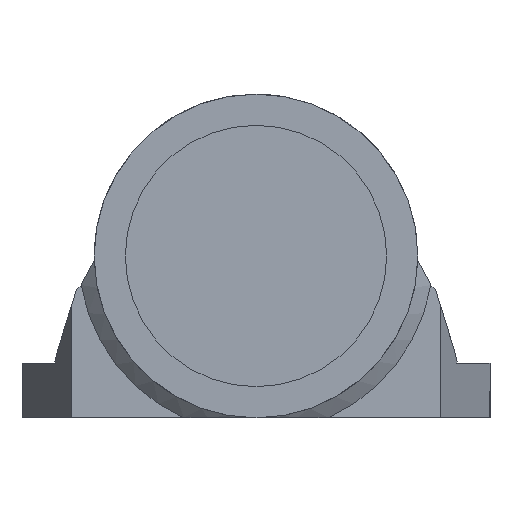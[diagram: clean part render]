
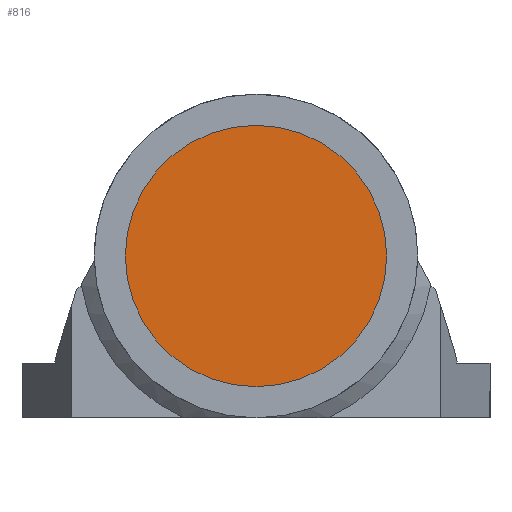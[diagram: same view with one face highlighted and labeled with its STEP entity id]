
A CAD part, left-side view. The second image highlights one B-rep face of the part: STEP entity #816.
In plain terms, the highlighted planar face has unit normal (-1, 0, 0).
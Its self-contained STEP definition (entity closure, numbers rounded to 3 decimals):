
#28 = CIRCLE ( 'NONE', #318, 5.25 ) ;
#35 = FACE_OUTER_BOUND ( 'NONE', #208, .T. ) ;
#118 = ORIENTED_EDGE ( 'NONE', *, *, #252, .T. ) ;
#208 = EDGE_LOOP ( 'NONE', ( #215, #118 ) ) ;
#215 = ORIENTED_EDGE ( 'NONE', *, *, #301, .T. ) ;
#246 = AXIS2_PLACEMENT_3D ( 'NONE', #738, #739, #740 ) ;
#252 = EDGE_CURVE ( 'NONE', #721, #722, #655, .T. ) ;
#301 = EDGE_CURVE ( 'NONE', #722, #721, #28, .T. ) ;
#318 = AXIS2_PLACEMENT_3D ( 'NONE', #460, #461, #462 ) ;
#322 = AXIS2_PLACEMENT_3D ( 'NONE', #542, #549, #550 ) ;
#460 = CARTESIAN_POINT ( 'NONE',  ( -6.5, 0., 6.5 ) ) ;
#461 = DIRECTION ( 'NONE',  ( -1., 0., 0. ) ) ;
#462 = DIRECTION ( 'NONE',  ( 0., 0., 1. ) ) ;
#501 = CARTESIAN_POINT ( 'NONE',  ( -6.5, 0., 1.25 ) ) ;
#502 = CARTESIAN_POINT ( 'NONE',  ( -6.5, 0., 11.75 ) ) ;
#542 = CARTESIAN_POINT ( 'NONE',  ( -6.5, 0., 6.5 ) ) ;
#546 = PLANE ( 'NONE',  #322 ) ;
#549 = DIRECTION ( 'NONE',  ( -1., 0., 0. ) ) ;
#550 = DIRECTION ( 'NONE',  ( 0., 0., 1. ) ) ;
#655 = CIRCLE ( 'NONE', #246, 5.25 ) ;
#721 = VERTEX_POINT ( 'NONE', #501 ) ;
#722 = VERTEX_POINT ( 'NONE', #502 ) ;
#738 = CARTESIAN_POINT ( 'NONE',  ( -6.5, 0., 6.5 ) ) ;
#739 = DIRECTION ( 'NONE',  ( -1., 0., 0. ) ) ;
#740 = DIRECTION ( 'NONE',  ( 0., 0., 1. ) ) ;
#816 = ADVANCED_FACE ( 'NONE', ( #35 ), #546, .T. ) ;
